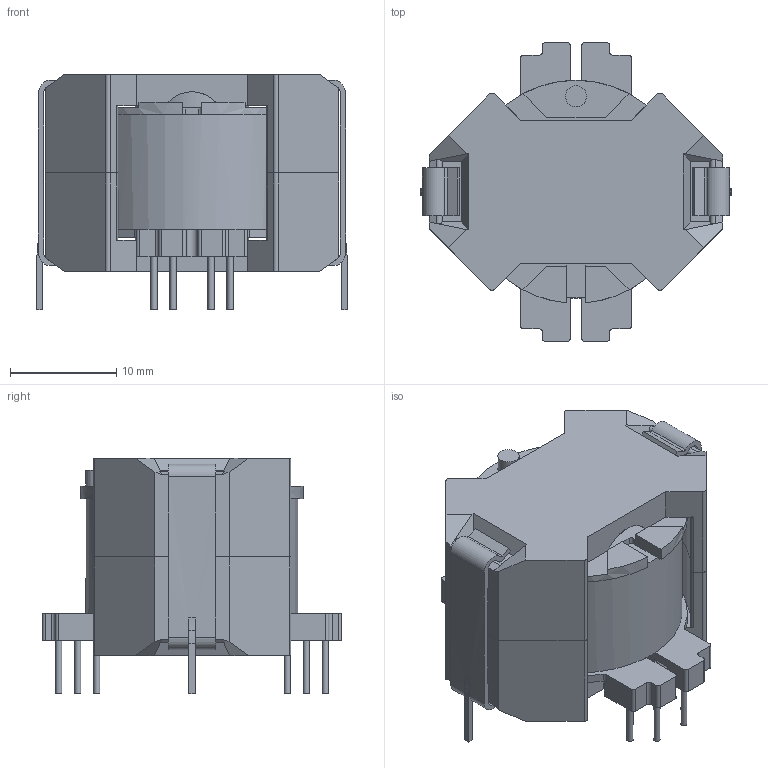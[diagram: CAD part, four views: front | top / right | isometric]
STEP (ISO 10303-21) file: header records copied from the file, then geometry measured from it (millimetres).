
FILE_DESCRIPTION( ( 'Unknown' ), '1' );
FILE_NAME( '760801020.stp', 'Unknown', ( 'Unknown' ), ( 'Unknown' ), 'PSStep 13.0', 'Unknown', ' ' );
FILE_SCHEMA( ( 'AUTOMOTIVE_DESIGN { 1 0 10303 214 1 1 1 1 }' ) );
Length unit declared in the file: millimetre
Products named in the file (4): Assem1; clip; RM10 bobbin; RM10 core
Bounding box: 29.23 x 28.2 x 22.2 mm (x, y, z)
Volume: 12935.7 mm3; surface area: 10598.5 mm2
Topology: 8 solids, 8 shells, 511 faces, 1399 edges, 928 vertices
Faces by surface type: plane 306, cylinder 205
Full cylindrical faces by diameter (mm): 0.6 x24, 2 x2, 10.7 x3, 10.95 x2, 20 x2
Entity records: 8347 total; most frequent: CARTESIAN_POINT 1218, DIRECTION 1153, ORIENTED_EDGE 1098, EDGE_CURVE 549, AXIS2_PLACEMENT_3D 395, VERTEX_POINT 372, LINE 363, VECTOR 363
